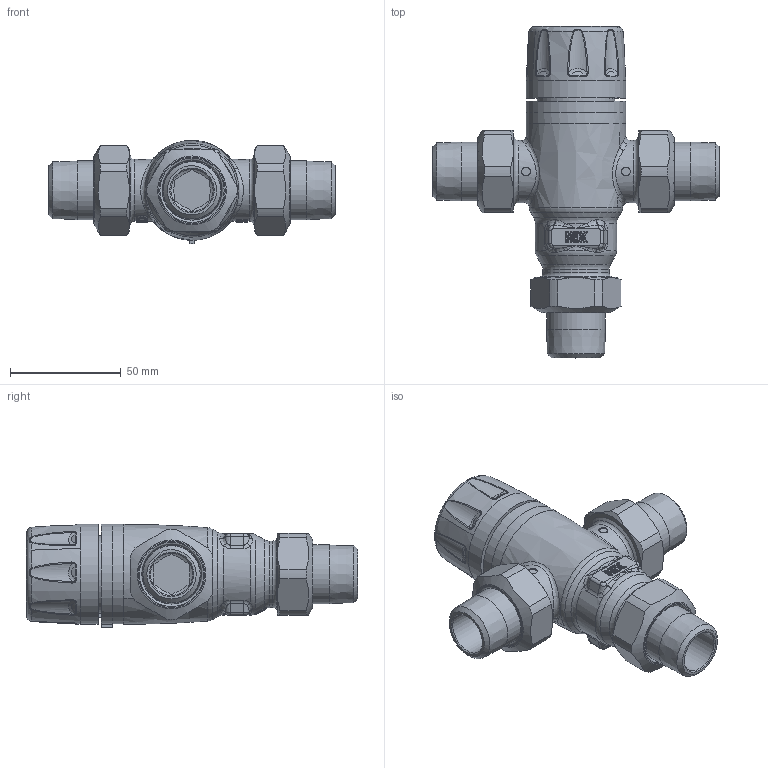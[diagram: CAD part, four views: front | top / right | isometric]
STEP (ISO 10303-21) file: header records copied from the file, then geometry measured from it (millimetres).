
FILE_DESCRIPTION(/* description */ (''),/* implementation_level */ '2;1');
FILE_NAME(/* name */ '521500A.stp',/* time_stamp */ '2025-06-09T16:59:05-05:00',/* author */ ('mschreiner'),/* organization */ (''),/* preprocessor_version */ 'ST-DEVELOPER v20',/* originating_system */ 'Autodesk Inventor 2024',/* authorisation */ '');
FILE_SCHEMA (('AUTOMOTIVE_DESIGN { 1 0 10303 214 3 1 1 }'));
Length unit declared in the file: inch
Products named in the file (4): 521500A; 521101A; 31901A; F61008 - 1 inch union nut
Assembly tree (7 placements, depth 2):
  521500A
    521101A
    31901A  x3
    F61008 - 1 inch union nut  x3
Bounding box: 129 x 149.55 x 46.5 mm (x, y, z)
Volume: 232673 mm3; surface area: 50639.4 mm2
Topology: 7 solids, 7 shells, 1306 faces, 3059 edges, 1693 vertices
Faces by surface type: bspline 511, cylinder 390, plane 229, sphere 68, cone 66, torus 42
Full cylindrical faces by diameter (mm): 2 x1, 4 x2, 8 x1, 9 x1, 19 x3, 26.5 x3, 26.924 x3, 28 x2, 30 x4, 30.302 x3, 31 x1, 33.1 x3, 45 x2
Entity records: 85407 total; most frequent: CARTESIAN_POINT 59697, ORIENTED_EDGE 5382, DIRECTION 4679, EDGE_CURVE 2691, AXIS2_PLACEMENT_3D 1945, VERTEX_POINT 1523, EDGE_LOOP 1234, FACE_OUTER_BOUND 1202
